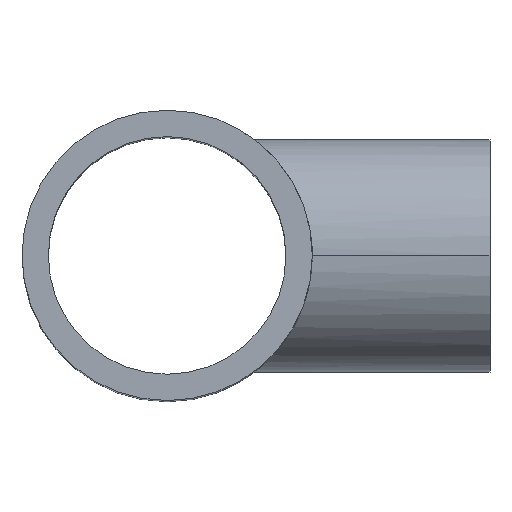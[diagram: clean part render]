
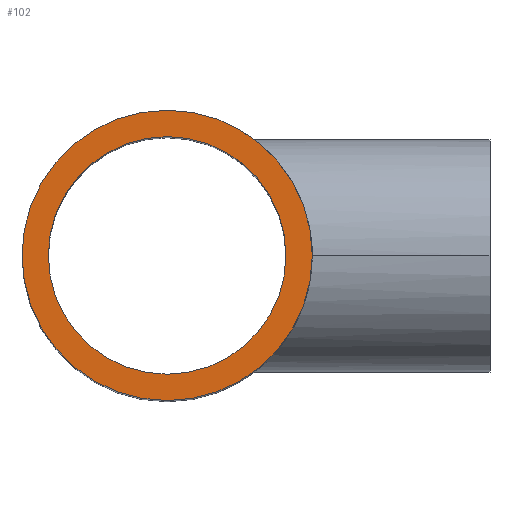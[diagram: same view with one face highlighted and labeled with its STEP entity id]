
A CAD part, top view. The second image highlights one B-rep face of the part: STEP entity #102.
In plain terms, the highlighted planar face has unit normal (0, 0, 1).
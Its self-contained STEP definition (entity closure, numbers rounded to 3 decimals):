
#73 = DIRECTION ( 'NONE',  ( 0., 0., 1. ) ) ;
#87 = DIRECTION ( 'NONE',  ( 0., 0., 1. ) ) ;
#94 = AXIS2_PLACEMENT_3D ( 'NONE', #657, #87, #522 ) ;
#98 = DIRECTION ( 'NONE',  ( 0., 0., 1. ) ) ;
#102 = ADVANCED_FACE ( 'NONE', ( #415, #598 ), #532, .T. ) ;
#115 = VERTEX_POINT ( 'NONE', #467 ) ;
#130 = VERTEX_POINT ( 'NONE', #531 ) ;
#145 = DIRECTION ( 'NONE',  ( 1., 0., 0. ) ) ;
#148 = CIRCLE ( 'NONE', #446, 125. ) ;
#201 = CARTESIAN_POINT ( 'NONE',  ( 0., 0., 295. ) ) ;
#209 = CIRCLE ( 'NONE', #649, 102.3 ) ;
#210 = DIRECTION ( 'NONE',  ( 0., 0., 1. ) ) ;
#219 = CARTESIAN_POINT ( 'NONE',  ( -102.3, 0., 295. ) ) ;
#225 = ORIENTED_EDGE ( 'NONE', *, *, #576, .F. ) ;
#270 = CARTESIAN_POINT ( 'NONE',  ( 0., 0., 295. ) ) ;
#275 = AXIS2_PLACEMENT_3D ( 'NONE', #201, #73, #577 ) ;
#297 = VERTEX_POINT ( 'NONE', #219 ) ;
#316 = EDGE_LOOP ( 'NONE', ( #225, #367 ) ) ;
#344 = EDGE_CURVE ( 'NONE', #130, #681, #596, .T. ) ;
#364 = EDGE_LOOP ( 'NONE', ( #376, #760 ) ) ;
#367 = ORIENTED_EDGE ( 'NONE', *, *, #378, .F. ) ;
#376 = ORIENTED_EDGE ( 'NONE', *, *, #393, .T. ) ;
#378 = EDGE_CURVE ( 'NONE', #115, #297, #209, .T. ) ;
#393 = EDGE_CURVE ( 'NONE', #681, #130, #148, .T. ) ;
#411 = CARTESIAN_POINT ( 'NONE',  ( 0., 0., 295. ) ) ;
#415 = FACE_OUTER_BOUND ( 'NONE', #364, .T. ) ;
#444 = AXIS2_PLACEMENT_3D ( 'NONE', #270, #520, #145 ) ;
#446 = AXIS2_PLACEMENT_3D ( 'NONE', #411, #98, #603 ) ;
#467 = CARTESIAN_POINT ( 'NONE',  ( 102.3, 0., 295. ) ) ;
#520 = DIRECTION ( 'NONE',  ( 0., 0., 1. ) ) ;
#522 = DIRECTION ( 'NONE',  ( 1., 0., 0. ) ) ;
#531 = CARTESIAN_POINT ( 'NONE',  ( 125., 0., 295. ) ) ;
#532 = PLANE ( 'NONE',  #444 ) ;
#553 = CIRCLE ( 'NONE', #275, 102.3 ) ;
#576 = EDGE_CURVE ( 'NONE', #297, #115, #553, .T. ) ;
#577 = DIRECTION ( 'NONE',  ( 1., 0., 0. ) ) ;
#594 = DIRECTION ( 'NONE',  ( 1., 0., 0. ) ) ;
#596 = CIRCLE ( 'NONE', #94, 125. ) ;
#598 = FACE_BOUND ( 'NONE', #316, .T. ) ;
#603 = DIRECTION ( 'NONE',  ( 1., 0., 0. ) ) ;
#649 = AXIS2_PLACEMENT_3D ( 'NONE', #775, #210, #594 ) ;
#657 = CARTESIAN_POINT ( 'NONE',  ( 0., 0., 295. ) ) ;
#681 = VERTEX_POINT ( 'NONE', #714 ) ;
#714 = CARTESIAN_POINT ( 'NONE',  ( -125., 0., 295. ) ) ;
#760 = ORIENTED_EDGE ( 'NONE', *, *, #344, .T. ) ;
#775 = CARTESIAN_POINT ( 'NONE',  ( 0., 0., 295. ) ) ;
